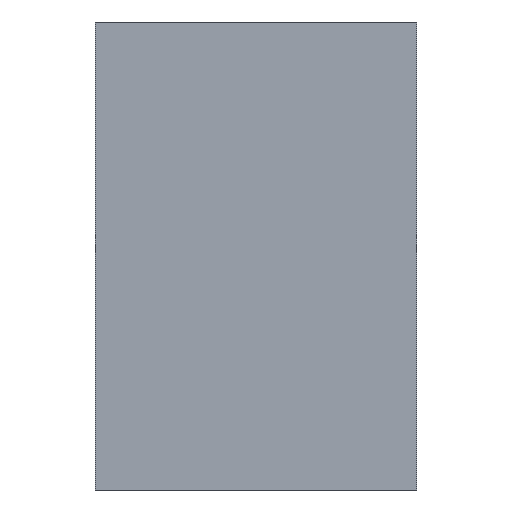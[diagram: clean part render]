
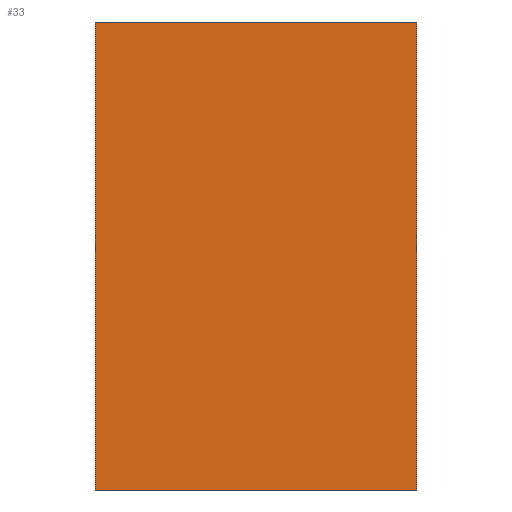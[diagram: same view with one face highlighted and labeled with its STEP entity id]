
A CAD part, left-side view. The second image highlights one B-rep face of the part: STEP entity #33.
In plain terms, the highlighted planar face has unit normal (-1, 0, 0).
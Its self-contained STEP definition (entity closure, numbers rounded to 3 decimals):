
#33 = ADVANCED_FACE ( 'NONE', ( #1023 ), #510, .F. ) ;
#58 = ORIENTED_EDGE ( 'NONE', *, *, #1007, .F. ) ;
#67 = VECTOR ( 'NONE', #1043, 1000. ) ;
#140 = LINE ( 'NONE', #425, #348 ) ;
#143 = VECTOR ( 'NONE', #863, 1000. ) ;
#175 = VERTEX_POINT ( 'NONE', #444 ) ;
#217 = ORIENTED_EDGE ( 'NONE', *, *, #1214, .T. ) ;
#239 = DIRECTION ( 'NONE',  ( 0., -1., 0. ) ) ;
#330 = DIRECTION ( 'NONE',  ( 0., 0., -1. ) ) ;
#348 = VECTOR ( 'NONE', #239, 1000. ) ;
#350 = AXIS2_PLACEMENT_3D ( 'NONE', #698, #1064, #330 ) ;
#378 = VECTOR ( 'NONE', #383, 1000. ) ;
#383 = DIRECTION ( 'NONE',  ( 0., 0., -1. ) ) ;
#392 = CARTESIAN_POINT ( 'NONE',  ( -0.775, 0.55, 0.4 ) ) ;
#412 = VERTEX_POINT ( 'NONE', #981 ) ;
#425 = CARTESIAN_POINT ( 'NONE',  ( -0.775, 0., -0.4 ) ) ;
#444 = CARTESIAN_POINT ( 'NONE',  ( -0.775, 0., 0.4 ) ) ;
#456 = LINE ( 'NONE', #392, #67 ) ;
#510 = PLANE ( 'NONE',  #350 ) ;
#561 = LINE ( 'NONE', #1132, #378 ) ;
#565 = EDGE_CURVE ( 'NONE', #175, #412, #561, .T. ) ;
#590 = CARTESIAN_POINT ( 'NONE',  ( -0.775, 0.55, -0.4 ) ) ;
#664 = CARTESIAN_POINT ( 'NONE',  ( -0.775, 0., 0.4 ) ) ;
#677 = LINE ( 'NONE', #664, #143 ) ;
#698 = CARTESIAN_POINT ( 'NONE',  ( -0.775, 0., 0.4 ) ) ;
#863 = DIRECTION ( 'NONE',  ( 0., -1., 0. ) ) ;
#884 = CARTESIAN_POINT ( 'NONE',  ( -0.775, 0.55, 0.4 ) ) ;
#951 = EDGE_LOOP ( 'NONE', ( #217, #1087, #58, #1180 ) ) ;
#981 = CARTESIAN_POINT ( 'NONE',  ( -0.775, 0., -0.4 ) ) ;
#1007 = EDGE_CURVE ( 'NONE', #1192, #175, #677, .T. ) ;
#1023 = FACE_OUTER_BOUND ( 'NONE', #951, .T. ) ;
#1043 = DIRECTION ( 'NONE',  ( 0., 0., -1. ) ) ;
#1064 = DIRECTION ( 'NONE',  ( 1., 0., 0. ) ) ;
#1087 = ORIENTED_EDGE ( 'NONE', *, *, #565, .F. ) ;
#1132 = CARTESIAN_POINT ( 'NONE',  ( -0.775, 0., 0.4 ) ) ;
#1144 = EDGE_CURVE ( 'NONE', #1192, #1158, #456, .T. ) ;
#1158 = VERTEX_POINT ( 'NONE', #590 ) ;
#1180 = ORIENTED_EDGE ( 'NONE', *, *, #1144, .T. ) ;
#1192 = VERTEX_POINT ( 'NONE', #884 ) ;
#1214 = EDGE_CURVE ( 'NONE', #1158, #412, #140, .T. ) ;
